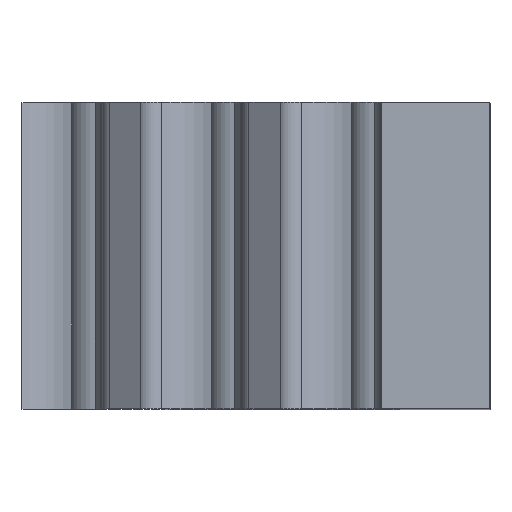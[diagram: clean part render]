
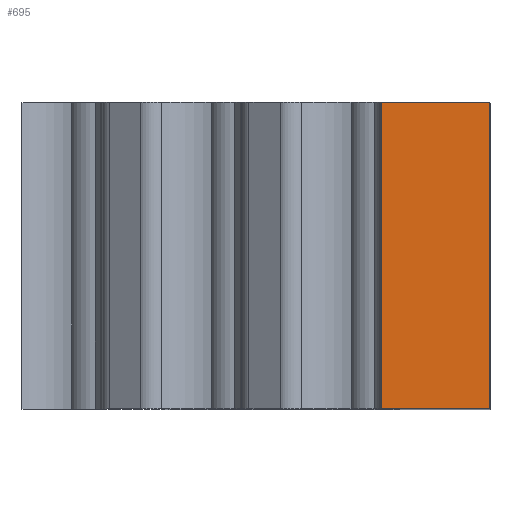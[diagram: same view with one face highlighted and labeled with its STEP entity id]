
A CAD part, top view. The second image highlights one B-rep face of the part: STEP entity #695.
In plain terms, the highlighted planar face has unit normal (0, 0, 1).
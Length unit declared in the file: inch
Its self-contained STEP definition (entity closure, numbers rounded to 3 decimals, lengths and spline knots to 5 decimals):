
#102=FACE_OUTER_BOUND('',#141,.T.);
#141=EDGE_LOOP('',(#512,#513,#514,#515));
#184=LINE('',#1095,#238);
#191=LINE('',#1165,#245);
#192=LINE('',#1167,#246);
#193=LINE('',#1168,#247);
#238=VECTOR('',#851,0.3937);
#245=VECTOR('',#918,0.3937);
#246=VECTOR('',#919,0.3937);
#247=VECTOR('',#920,0.3937);
#290=VERTEX_POINT('',#1092);
#291=VERTEX_POINT('',#1094);
#324=VERTEX_POINT('',#1164);
#325=VERTEX_POINT('',#1166);
#364=EDGE_CURVE('',#290,#291,#184,.T.);
#399=EDGE_CURVE('',#290,#324,#191,.T.);
#400=EDGE_CURVE('',#325,#324,#192,.T.);
#401=EDGE_CURVE('',#291,#325,#193,.T.);
#512=ORIENTED_EDGE('',*,*,#399,.T.);
#513=ORIENTED_EDGE('',*,*,#400,.F.);
#514=ORIENTED_EDGE('',*,*,#401,.F.);
#515=ORIENTED_EDGE('',*,*,#364,.F.);
#683=PLANE('',#775);
#695=ADVANCED_FACE('',(#102),#683,.T.);
#775=AXIS2_PLACEMENT_3D('',#1163,#916,#917);
#851=DIRECTION('',(-1.,0.,0.));
#916=DIRECTION('center_axis',(0.,0.,1.));
#917=DIRECTION('ref_axis',(1.,0.,0.));
#918=DIRECTION('',(0.,1.,0.));
#919=DIRECTION('',(1.,0.,0.));
#920=DIRECTION('',(0.,1.,0.));
#1092=CARTESIAN_POINT('',(0.8575,-0.177,1.475));
#1094=CARTESIAN_POINT('',(0.73198,-0.177,1.475));
#1095=CARTESIAN_POINT('',(0.8575,-0.177,1.475));
#1163=CARTESIAN_POINT('Origin',(0.73198,0.,1.475));
#1164=CARTESIAN_POINT('',(0.8575,0.177,1.475));
#1165=CARTESIAN_POINT('',(0.8575,0.,1.475));
#1166=CARTESIAN_POINT('',(0.73198,0.177,1.475));
#1167=CARTESIAN_POINT('',(0.8575,0.177,1.475));
#1168=CARTESIAN_POINT('',(0.73198,0.,1.475));
